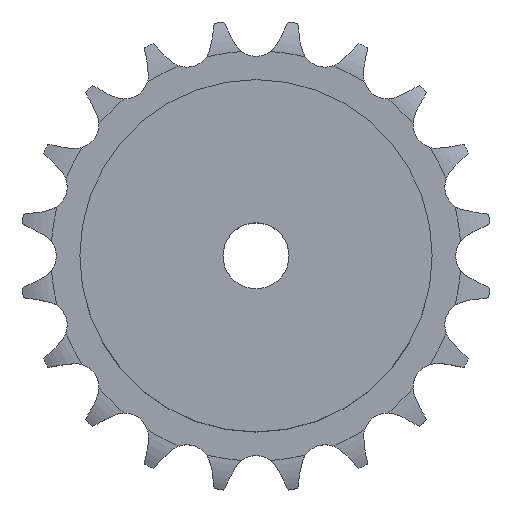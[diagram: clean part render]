
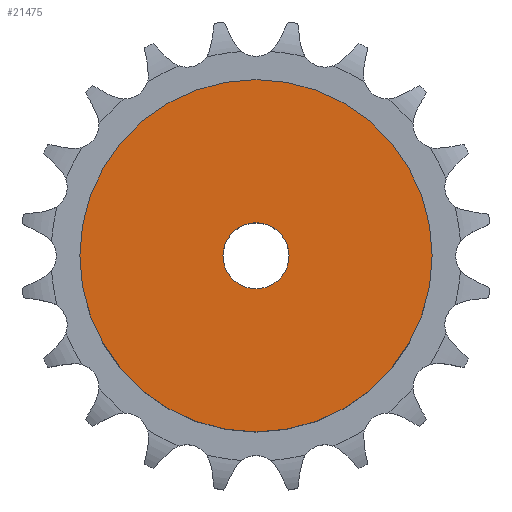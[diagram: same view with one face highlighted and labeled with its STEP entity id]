
A CAD part, top view. The second image highlights one B-rep face of the part: STEP entity #21475.
In plain terms, the highlighted planar face has unit normal (0, 0, 1).
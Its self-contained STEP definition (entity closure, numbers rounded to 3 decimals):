
#2877 = CYLINDRICAL_SURFACE('',#2878,32.);
#2878 = AXIS2_PLACEMENT_3D('',#2879,#2880,#2881);
#2879 = CARTESIAN_POINT('',(0.,0.,0.));
#2880 = DIRECTION('',(-0.,-0.,-1.));
#2881 = DIRECTION('',(1.,0.,0.));
#13712 = VERTEX_POINT('',#13713);
#13713 = CARTESIAN_POINT('',(32.,0.,28.));
#13734 = EDGE_CURVE('',#13712,#13712,#13735,.T.);
#13735 = SURFACE_CURVE('',#13736,(#13741,#13748),.PCURVE_S1.);
#13736 = CIRCLE('',#13737,32.);
#13737 = AXIS2_PLACEMENT_3D('',#13738,#13739,#13740);
#13738 = CARTESIAN_POINT('',(0.,0.,28.));
#13739 = DIRECTION('',(0.,0.,1.));
#13740 = DIRECTION('',(1.,0.,0.));
#13741 = PCURVE('',#2877,#13742);
#13742 = DEFINITIONAL_REPRESENTATION('',(#13743),#13747);
#13743 = LINE('',#13744,#13745);
#13744 = CARTESIAN_POINT('',(-0.,-28.));
#13745 = VECTOR('',#13746,1.);
#13746 = DIRECTION('',(-1.,0.));
#13747 = ( GEOMETRIC_REPRESENTATION_CONTEXT(2) 
PARAMETRIC_REPRESENTATION_CONTEXT() REPRESENTATION_CONTEXT('2D SPACE',''
  ) );
#13748 = PCURVE('',#13749,#13754);
#13749 = PLANE('',#13750);
#13750 = AXIS2_PLACEMENT_3D('',#13751,#13752,#13753);
#13751 = CARTESIAN_POINT('',(0.,0.,28.)
  );
#13752 = DIRECTION('',(0.,0.,1.));
#13753 = DIRECTION('',(1.,0.,0.));
#13754 = DEFINITIONAL_REPRESENTATION('',(#13755),#13759);
#13755 = CIRCLE('',#13756,32.);
#13756 = AXIS2_PLACEMENT_2D('',#13757,#13758);
#13757 = CARTESIAN_POINT('',(0.,0.));
#13758 = DIRECTION('',(1.,0.));
#13759 = ( GEOMETRIC_REPRESENTATION_CONTEXT(2) 
PARAMETRIC_REPRESENTATION_CONTEXT() REPRESENTATION_CONTEXT('2D SPACE',''
  ) );
#18253 = CYLINDRICAL_SURFACE('',#18254,6.);
#18254 = AXIS2_PLACEMENT_3D('',#18255,#18256,#18257);
#18255 = CARTESIAN_POINT('',(0.,0.,135.893));
#18256 = DIRECTION('',(0.,0.,1.));
#18257 = DIRECTION('',(1.,0.,0.));
#21475 = ADVANCED_FACE('',(#21476,#21479),#13749,.T.);
#21476 = FACE_BOUND('',#21477,.T.);
#21477 = EDGE_LOOP('',(#21478));
#21478 = ORIENTED_EDGE('',*,*,#13734,.T.);
#21479 = FACE_BOUND('',#21480,.T.);
#21480 = EDGE_LOOP('',(#21481));
#21481 = ORIENTED_EDGE('',*,*,#21482,.F.);
#21482 = EDGE_CURVE('',#21483,#21483,#21485,.T.);
#21483 = VERTEX_POINT('',#21484);
#21484 = CARTESIAN_POINT('',(6.,0.,28.));
#21485 = SURFACE_CURVE('',#21486,(#21491,#21498),.PCURVE_S1.);
#21486 = CIRCLE('',#21487,6.);
#21487 = AXIS2_PLACEMENT_3D('',#21488,#21489,#21490);
#21488 = CARTESIAN_POINT('',(0.,0.,28.));
#21489 = DIRECTION('',(0.,0.,1.));
#21490 = DIRECTION('',(1.,0.,0.));
#21491 = PCURVE('',#13749,#21492);
#21492 = DEFINITIONAL_REPRESENTATION('',(#21493),#21497);
#21493 = CIRCLE('',#21494,6.);
#21494 = AXIS2_PLACEMENT_2D('',#21495,#21496);
#21495 = CARTESIAN_POINT('',(0.,0.));
#21496 = DIRECTION('',(1.,0.));
#21497 = ( GEOMETRIC_REPRESENTATION_CONTEXT(2) 
PARAMETRIC_REPRESENTATION_CONTEXT() REPRESENTATION_CONTEXT('2D SPACE',''
  ) );
#21498 = PCURVE('',#18253,#21499);
#21499 = DEFINITIONAL_REPRESENTATION('',(#21500),#21504);
#21500 = LINE('',#21501,#21502);
#21501 = CARTESIAN_POINT('',(0.,-107.893));
#21502 = VECTOR('',#21503,1.);
#21503 = DIRECTION('',(1.,0.));
#21504 = ( GEOMETRIC_REPRESENTATION_CONTEXT(2) 
PARAMETRIC_REPRESENTATION_CONTEXT() REPRESENTATION_CONTEXT('2D SPACE',''
  ) );
